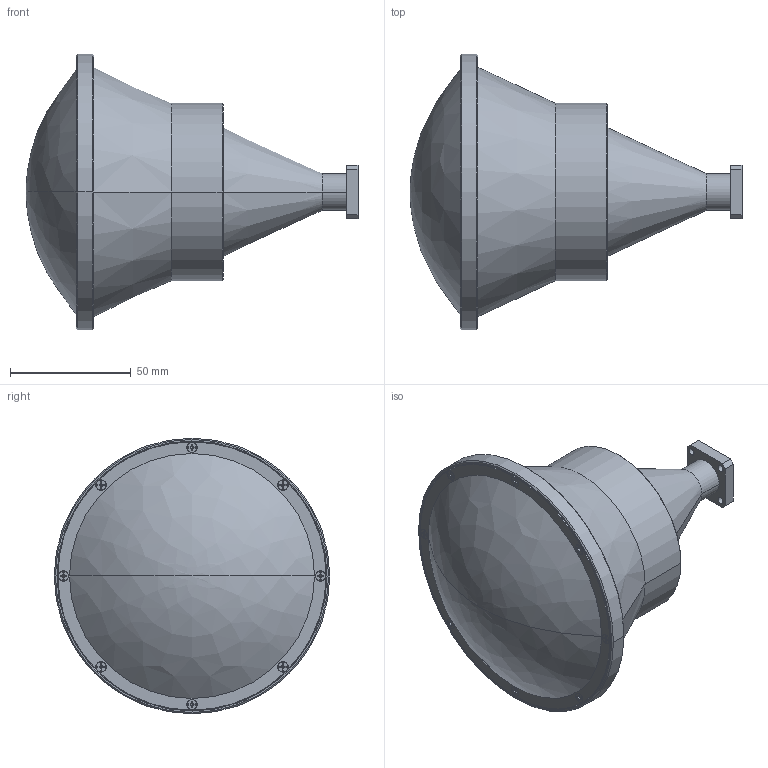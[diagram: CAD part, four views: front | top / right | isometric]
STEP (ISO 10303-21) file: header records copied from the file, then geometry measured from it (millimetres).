
FILE_DESCRIPTION (( 'STEP AP203' ), '1' );
FILE_NAME ('SAL-2532732706-315-S1.STEP', '2020-01-02T23:24:48', ( '' ), ( '' ), 'SwSTEP 2.0', 'SolidWorks 2016', '' );
FILE_SCHEMA (( 'CONFIG_CONTROL_DESIGN' ));
Products named in the file (1): SAL-2532732706-315-S1
Bounding box: 137.72 x 114.3 x 114.3 mm (x, y, z)
Volume: 203144 mm3; surface area: 73571.6 mm2
Topology: 10 solids, 10 shells, 604 faces, 1686 edges, 1089 vertices
Faces by surface type: cylinder 252, cone 166, plane 160, bspline 26
Entity records: 31733 total; most frequent: CARTESIAN_POINT 17694, ORIENTED_EDGE 3304, DIRECTION 2520, EDGE_CURVE 1652, VERTEX_POINT 1089, AXIS2_PLACEMENT_3D 947, EDGE_LOOP 667, VECTOR 626
